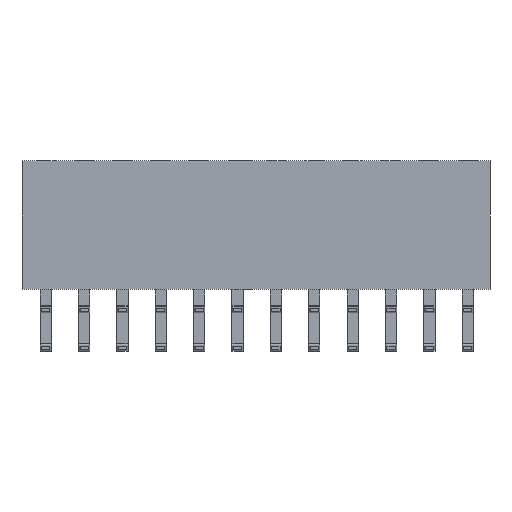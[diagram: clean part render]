
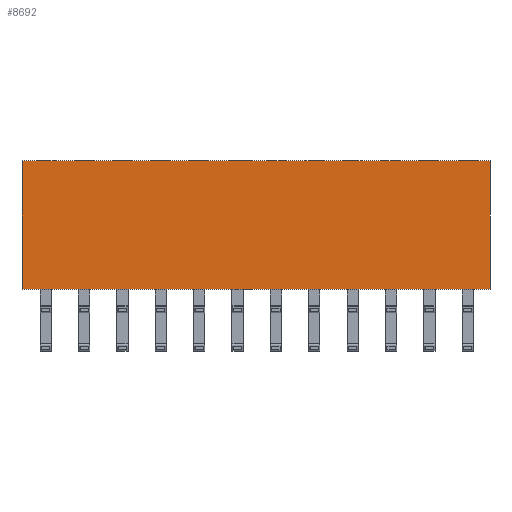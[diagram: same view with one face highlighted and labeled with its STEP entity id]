
A CAD part, front view. The second image highlights one B-rep face of the part: STEP entity #8692.
In plain terms, the highlighted planar face has unit normal (0, -1, 0).
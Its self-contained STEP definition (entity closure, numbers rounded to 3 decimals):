
#960=ORIENTED_EDGE('',*,*,#3288,.F.);
#961=ORIENTED_EDGE('',*,*,#3299,.F.);
#962=ORIENTED_EDGE('',*,*,#3293,.F.);
#963=ORIENTED_EDGE('',*,*,#2702,.F.);
#2702=EDGE_CURVE('',#3948,#3949,#4744,.T.);
#3288=EDGE_CURVE('',#4389,#3948,#5330,.T.);
#3293=EDGE_CURVE('',#3949,#4392,#5335,.T.);
#3299=EDGE_CURVE('',#4392,#4389,#5341,.T.);
#3948=VERTEX_POINT('',#11889);
#3949=VERTEX_POINT('',#11891);
#4389=VERTEX_POINT('',#13014);
#4392=VERTEX_POINT('',#13024);
#4744=LINE('',#11890,#5966);
#5330=LINE('',#13015,#6552);
#5335=LINE('',#13023,#6557);
#5341=LINE('',#13033,#6563);
#5966=VECTOR('',#9631,1000.);
#6552=VECTOR('',#10413,1000.);
#6557=VECTOR('',#10420,1000.);
#6563=VECTOR('',#10430,1000.);
#7288=EDGE_LOOP('',(#960,#961,#962,#963));
#7792=FACE_BOUND('',#7288,.T.);
#8248=PLANE('',#9186);
#8692=ADVANCED_FACE('',(#7792),#8248,.F.);
#9186=AXIS2_PLACEMENT_3D('',#13034,#10431,#10432);
#9631=DIRECTION('',(1.,0.,0.));
#10413=DIRECTION('',(0.,0.,1.));
#10420=DIRECTION('',(0.,0.,-1.));
#10430=DIRECTION('',(-1.,0.,0.));
#10431=DIRECTION('',(0.,1.,0.));
#10432=DIRECTION('',(0.,0.,1.));
#11889=CARTESIAN_POINT('',(-15.49,-2.5,4.25));
#11890=CARTESIAN_POINT('',(-15.49,-2.5,4.25));
#11891=CARTESIAN_POINT('',(15.49,-2.5,4.25));
#13014=CARTESIAN_POINT('',(-15.49,-2.5,-4.25));
#13015=CARTESIAN_POINT('',(-15.49,-2.5,-4.25));
#13023=CARTESIAN_POINT('',(15.49,-2.5,4.25));
#13024=CARTESIAN_POINT('',(15.49,-2.5,-4.25));
#13033=CARTESIAN_POINT('',(15.49,-2.5,-4.25));
#13034=CARTESIAN_POINT('',(0.,-2.5,0.));
